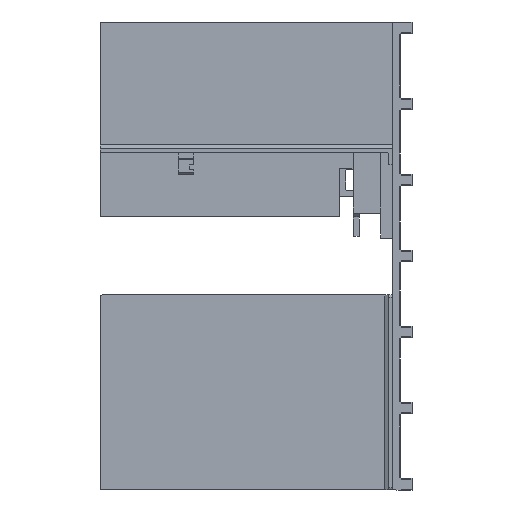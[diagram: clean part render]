
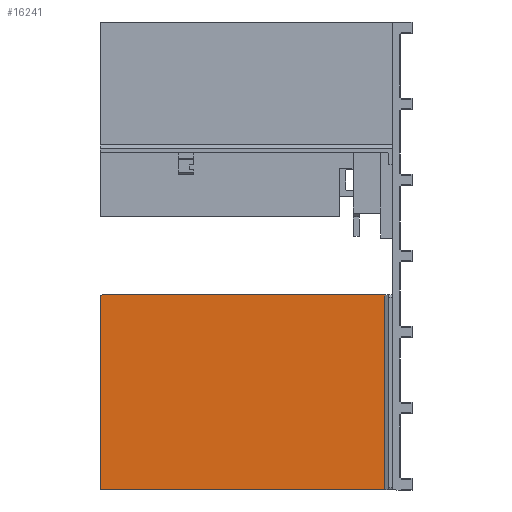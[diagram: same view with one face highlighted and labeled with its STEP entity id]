
A CAD part, left-side view. The second image highlights one B-rep face of the part: STEP entity #16241.
In plain terms, the highlighted planar face has unit normal (-1, 0, 0).
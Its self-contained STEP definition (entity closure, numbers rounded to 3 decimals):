
#96 = CARTESIAN_POINT ( 'NONE',  ( -1., 146.8, 100. ) ) ;
#522 = DIRECTION ( 'NONE',  ( 0., 0., -1. ) ) ;
#747 = PLANE ( 'NONE',  #7393 ) ;
#1315 = VECTOR ( 'NONE', #21318, 1000. ) ;
#1324 = VERTEX_POINT ( 'NONE', #22391 ) ;
#1792 = EDGE_CURVE ( 'NONE', #9816, #17049, #4959, .T. ) ;
#2467 = DIRECTION ( 'NONE',  ( 1., 0., 0. ) ) ;
#3036 = DIRECTION ( 'NONE',  ( -1., 0., 0. ) ) ;
#3807 = CARTESIAN_POINT ( 'NONE',  ( -1., 0., 0. ) ) ;
#4105 = DIRECTION ( 'NONE',  ( -1., 0., 0. ) ) ;
#4849 = CARTESIAN_POINT ( 'NONE',  ( -1., 146.8, 1.2 ) ) ;
#4959 = LINE ( 'NONE', #20988, #16258 ) ;
#5194 = ORIENTED_EDGE ( 'NONE', *, *, #1792, .F. ) ;
#5872 = ORIENTED_EDGE ( 'NONE', *, *, #12023, .T. ) ;
#6259 = VERTEX_POINT ( 'NONE', #10999 ) ;
#6282 = DIRECTION ( 'NONE',  ( 0., 0., 1. ) ) ;
#7393 = AXIS2_PLACEMENT_3D ( 'NONE', #12758, #2467, #522 ) ;
#7673 = VECTOR ( 'NONE', #14947, 1000. ) ;
#8085 = CARTESIAN_POINT ( 'NONE',  ( -1., 148., 100. ) ) ;
#8321 = EDGE_CURVE ( 'NONE', #13951, #16446, #9591, .T. ) ;
#9488 = ORIENTED_EDGE ( 'NONE', *, *, #12664, .T. ) ;
#9591 = CIRCLE ( 'NONE', #12511, 1.2 ) ;
#9816 = VERTEX_POINT ( 'NONE', #96 ) ;
#10803 = EDGE_CURVE ( 'NONE', #9816, #6259, #22246, .T. ) ;
#10999 = CARTESIAN_POINT ( 'NONE',  ( -1., 148., 98.8 ) ) ;
#11629 = LINE ( 'NONE', #8085, #7673 ) ;
#12023 = EDGE_CURVE ( 'NONE', #6259, #13951, #11629, .T. ) ;
#12062 = DIRECTION ( 'NONE',  ( 0., 0., -1. ) ) ;
#12511 = AXIS2_PLACEMENT_3D ( 'NONE', #4849, #3036, #12062 ) ;
#12664 = EDGE_CURVE ( 'NONE', #16446, #1324, #19599, .T. ) ;
#12758 = CARTESIAN_POINT ( 'NONE',  ( -1., 0., 100. ) ) ;
#13374 = LINE ( 'NONE', #14641, #20566 ) ;
#13951 = VERTEX_POINT ( 'NONE', #21431 ) ;
#14317 = ORIENTED_EDGE ( 'NONE', *, *, #8321, .T. ) ;
#14641 = CARTESIAN_POINT ( 'NONE',  ( -1., 2., 100. ) ) ;
#14947 = DIRECTION ( 'NONE',  ( 0., 0., -1. ) ) ;
#15469 = EDGE_LOOP ( 'NONE', ( #5194, #20641, #5872, #14317, #9488, #19106 ) ) ;
#16241 = ADVANCED_FACE ( 'NONE', ( #16418 ), #747, .F. ) ;
#16258 = VECTOR ( 'NONE', #21104, 1000. ) ;
#16418 = FACE_OUTER_BOUND ( 'NONE', #15469, .T. ) ;
#16446 = VERTEX_POINT ( 'NONE', #22021 ) ;
#16685 = DIRECTION ( 'NONE',  ( 0., 0., -1. ) ) ;
#17049 = VERTEX_POINT ( 'NONE', #19570 ) ;
#17080 = EDGE_CURVE ( 'NONE', #1324, #17049, #13374, .T. ) ;
#18399 = CARTESIAN_POINT ( 'NONE',  ( -1., 146.8, 98.8 ) ) ;
#19106 = ORIENTED_EDGE ( 'NONE', *, *, #17080, .T. ) ;
#19570 = CARTESIAN_POINT ( 'NONE',  ( -1., 2., 100. ) ) ;
#19599 = LINE ( 'NONE', #3807, #1315 ) ;
#20566 = VECTOR ( 'NONE', #6282, 1000. ) ;
#20641 = ORIENTED_EDGE ( 'NONE', *, *, #10803, .T. ) ;
#20988 = CARTESIAN_POINT ( 'NONE',  ( -1., 0., 100. ) ) ;
#21104 = DIRECTION ( 'NONE',  ( 0., -1., 0. ) ) ;
#21318 = DIRECTION ( 'NONE',  ( 0., -1., 0. ) ) ;
#21431 = CARTESIAN_POINT ( 'NONE',  ( -1., 148., 1.2 ) ) ;
#22021 = CARTESIAN_POINT ( 'NONE',  ( -1., 146.8, 0. ) ) ;
#22246 = CIRCLE ( 'NONE', #22610, 1.2 ) ;
#22391 = CARTESIAN_POINT ( 'NONE',  ( -1., 2., 0. ) ) ;
#22610 = AXIS2_PLACEMENT_3D ( 'NONE', #18399, #4105, #16685 ) ;
